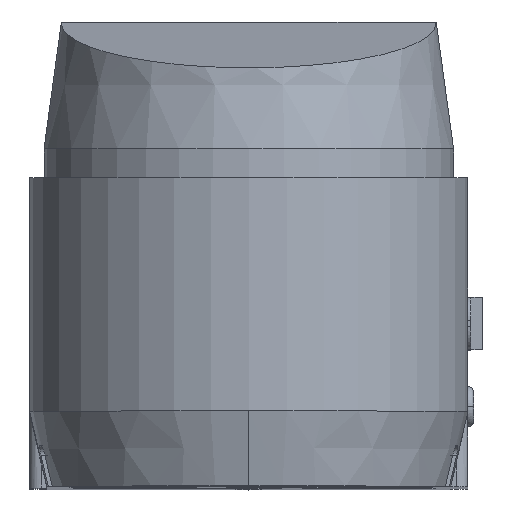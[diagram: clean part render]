
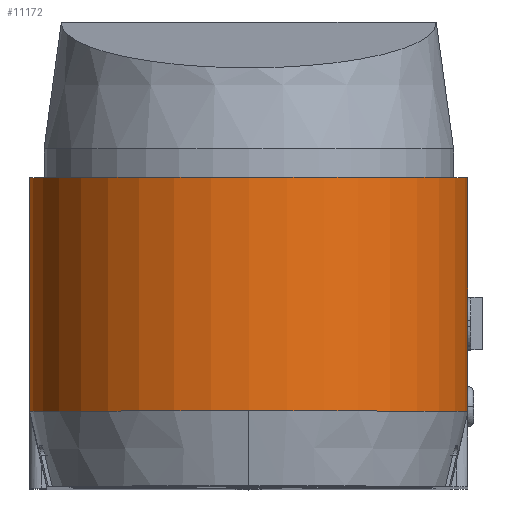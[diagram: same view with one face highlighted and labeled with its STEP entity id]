
A CAD part, top view. The second image highlights one B-rep face of the part: STEP entity #11172.
In plain terms, the highlighted cylindrical face has radius 38 mm (diameter 76 mm), a partial arc.
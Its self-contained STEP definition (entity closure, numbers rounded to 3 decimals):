
#174 = CARTESIAN_POINT ( 'NONE',  ( 0., 53.5, 165.5 ) ) ;
#628 = LINE ( 'NONE', #11932, #13360 ) ;
#1117 = LINE ( 'NONE', #1715, #10192 ) ;
#1715 = CARTESIAN_POINT ( 'NONE',  ( 38., 53.5, 165.5 ) ) ;
#1721 = DIRECTION ( 'NONE',  ( 0., 1., 0. ) ) ;
#2306 = FACE_OUTER_BOUND ( 'NONE', #10531, .T. ) ;
#3281 = EDGE_CURVE ( 'NONE', #5262, #15869, #11744, .T. ) ;
#3423 = VERTEX_POINT ( 'NONE', #9645 ) ;
#3624 = CIRCLE ( 'NONE', #15395, 38. ) ;
#3636 = ORIENTED_EDGE ( 'NONE', *, *, #13587, .F. ) ;
#4609 = DIRECTION ( 'NONE',  ( 0., 1., 0. ) ) ;
#4905 = CARTESIAN_POINT ( 'NONE',  ( 0., 53.5, 165.5 ) ) ;
#5262 = VERTEX_POINT ( 'NONE', #14805 ) ;
#5729 = CYLINDRICAL_SURFACE ( 'NONE', #7674, 38. ) ;
#6143 = ORIENTED_EDGE ( 'NONE', *, *, #12408, .T. ) ;
#6948 = ORIENTED_EDGE ( 'NONE', *, *, #7793, .F. ) ;
#7548 = DIRECTION ( 'NONE',  ( 0., 0., 1. ) ) ;
#7674 = AXIS2_PLACEMENT_3D ( 'NONE', #174, #10404, #9162 ) ;
#7782 = CARTESIAN_POINT ( 'NONE',  ( -38., 53.5, 165.5 ) ) ;
#7793 = EDGE_CURVE ( 'NONE', #12965, #11445, #3624, .T. ) ;
#7937 = CARTESIAN_POINT ( 'NONE',  ( 0., 13., 165.5 ) ) ;
#8994 = CARTESIAN_POINT ( 'NONE',  ( 38., 53.5, 165.5 ) ) ;
#9162 = DIRECTION ( 'NONE',  ( 0., 0., -1. ) ) ;
#9286 = DIRECTION ( 'NONE',  ( 0., 0., 1. ) ) ;
#9645 = CARTESIAN_POINT ( 'NONE',  ( 38., 13., 165.5 ) ) ;
#9958 = DIRECTION ( 'NONE',  ( 0., 0., 1. ) ) ;
#10192 = VECTOR ( 'NONE', #10693, 1000. ) ;
#10404 = DIRECTION ( 'NONE',  ( 0., -1., 0. ) ) ;
#10531 = EDGE_LOOP ( 'NONE', ( #6143, #11357, #13376, #3636, #6948 ) ) ;
#10693 = DIRECTION ( 'NONE',  ( 0., -1., 0. ) ) ;
#11010 = CIRCLE ( 'NONE', #12839, 38. ) ;
#11172 = ADVANCED_FACE ( 'NONE', ( #2306 ), #5729, .T. ) ;
#11258 = CARTESIAN_POINT ( 'NONE',  ( 0., 13., 165.5 ) ) ;
#11357 = ORIENTED_EDGE ( 'NONE', *, *, #3281, .T. ) ;
#11445 = VERTEX_POINT ( 'NONE', #8994 ) ;
#11744 = CIRCLE ( 'NONE', #15568, 38. ) ;
#11932 = CARTESIAN_POINT ( 'NONE',  ( -38., 53.5, 165.5 ) ) ;
#12408 = EDGE_CURVE ( 'NONE', #12965, #5262, #628, .T. ) ;
#12839 = AXIS2_PLACEMENT_3D ( 'NONE', #11258, #4609, #9958 ) ;
#12965 = VERTEX_POINT ( 'NONE', #7782 ) ;
#13204 = EDGE_CURVE ( 'NONE', #15869, #3423, #11010, .T. ) ;
#13226 = DIRECTION ( 'NONE',  ( 0., -1., 0. ) ) ;
#13360 = VECTOR ( 'NONE', #13226, 1000. ) ;
#13376 = ORIENTED_EDGE ( 'NONE', *, *, #13204, .T. ) ;
#13490 = CARTESIAN_POINT ( 'NONE',  ( 0., 13., 203.5 ) ) ;
#13587 = EDGE_CURVE ( 'NONE', #11445, #3423, #1117, .T. ) ;
#13969 = DIRECTION ( 'NONE',  ( 0., 1., 0. ) ) ;
#14805 = CARTESIAN_POINT ( 'NONE',  ( -38., 13., 165.5 ) ) ;
#15395 = AXIS2_PLACEMENT_3D ( 'NONE', #4905, #13969, #7548 ) ;
#15568 = AXIS2_PLACEMENT_3D ( 'NONE', #7937, #1721, #9286 ) ;
#15869 = VERTEX_POINT ( 'NONE', #13490 ) ;
